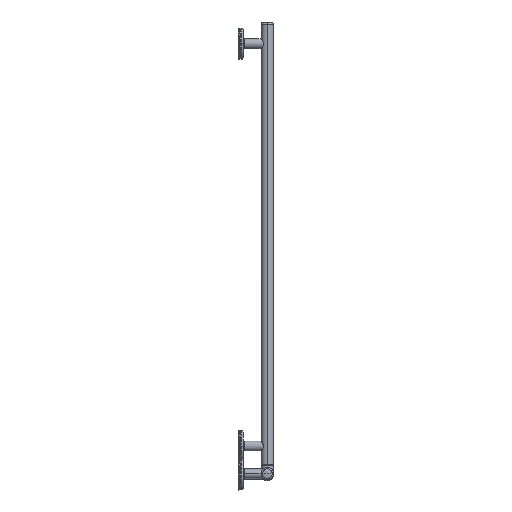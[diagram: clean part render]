
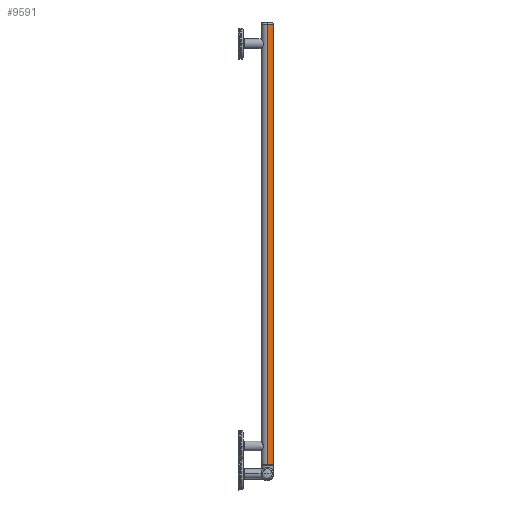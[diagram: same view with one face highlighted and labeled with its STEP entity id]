
A CAD part, top view. The second image highlights one B-rep face of the part: STEP entity #9591.
In plain terms, the highlighted cylindrical face has radius 15.9 mm (diameter 31.8 mm), a partial arc.
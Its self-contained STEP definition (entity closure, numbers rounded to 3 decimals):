
#486 = EDGE_LOOP ( 'NONE', ( #5602, #7888, #12087, #17067 ) ) ;
#1334 = EDGE_CURVE ( 'NONE', #18290, #15934, #16283, .T. ) ;
#1525 = CARTESIAN_POINT ( 'NONE',  ( 29.408, 32.127, -7.832 ) ) ;
#2127 = EDGE_CURVE ( 'NONE', #15934, #16765, #2459, .T. ) ;
#2459 = CIRCLE ( 'NONE', #5040, 15.9 ) ;
#3903 = VECTOR ( 'NONE', #4562, 1000. ) ;
#4317 = DIRECTION ( 'NONE',  ( 0., 0., 1. ) ) ;
#4562 = DIRECTION ( 'NONE',  ( 0., 1., 0. ) ) ;
#4874 = CARTESIAN_POINT ( 'NONE',  ( 29.408, 1148.127, -7.832 ) ) ;
#4925 = CARTESIAN_POINT ( 'NONE',  ( 29.408, 32.127, 8.068 ) ) ;
#5040 = AXIS2_PLACEMENT_3D ( 'NONE', #4874, #14230, #10845 ) ;
#5602 = ORIENTED_EDGE ( 'NONE', *, *, #7477, .F. ) ;
#5864 = EDGE_CURVE ( 'NONE', #9633, #16765, #14940, .T. ) ;
#5971 = VECTOR ( 'NONE', #8518, 1000. ) ;
#6146 = DIRECTION ( 'NONE',  ( 0., -1., 0. ) ) ;
#7477 = EDGE_CURVE ( 'NONE', #9633, #18290, #14260, .T. ) ;
#7888 = ORIENTED_EDGE ( 'NONE', *, *, #5864, .T. ) ;
#8164 = AXIS2_PLACEMENT_3D ( 'NONE', #16226, #19355, #4317 ) ;
#8465 = AXIS2_PLACEMENT_3D ( 'NONE', #1525, #6146, #16855 ) ;
#8518 = DIRECTION ( 'NONE',  ( 0., 1., 0. ) ) ;
#9591 = ADVANCED_FACE ( 'Defeatured_0_1', ( #11604 ), #10085, .T. ) ;
#9633 = VERTEX_POINT ( 'NONE', #18238 ) ;
#10085 = CYLINDRICAL_SURFACE ( 'NONE', #8164, 15.9 ) ;
#10845 = DIRECTION ( 'NONE',  ( 0., 0., 1. ) ) ;
#11604 = FACE_OUTER_BOUND ( 'NONE', #486, .T. ) ;
#12087 = ORIENTED_EDGE ( 'NONE', *, *, #2127, .F. ) ;
#12840 = CARTESIAN_POINT ( 'NONE',  ( 29.408, 1148.127, 8.068 ) ) ;
#13145 = CARTESIAN_POINT ( 'NONE',  ( 29.408, 1148.127, -23.732 ) ) ;
#14230 = DIRECTION ( 'NONE',  ( 0., 1., 0. ) ) ;
#14260 = CIRCLE ( 'NONE', #8465, 15.9 ) ;
#14940 = LINE ( 'NONE', #18181, #3903 ) ;
#14963 = CARTESIAN_POINT ( 'NONE',  ( 29.408, 32.127, 8.068 ) ) ;
#15934 = VERTEX_POINT ( 'NONE', #12840 ) ;
#16226 = CARTESIAN_POINT ( 'NONE',  ( 29.408, 32.127, -7.832 ) ) ;
#16283 = LINE ( 'NONE', #14963, #5971 ) ;
#16765 = VERTEX_POINT ( 'NONE', #13145 ) ;
#16855 = DIRECTION ( 'NONE',  ( 0., 0., -1. ) ) ;
#17067 = ORIENTED_EDGE ( 'NONE', *, *, #1334, .F. ) ;
#18181 = CARTESIAN_POINT ( 'NONE',  ( 29.408, 32.127, -23.732 ) ) ;
#18238 = CARTESIAN_POINT ( 'NONE',  ( 29.408, 32.127, -23.732 ) ) ;
#18290 = VERTEX_POINT ( 'NONE', #4925 ) ;
#19355 = DIRECTION ( 'NONE',  ( 0., 1., 0. ) ) ;
